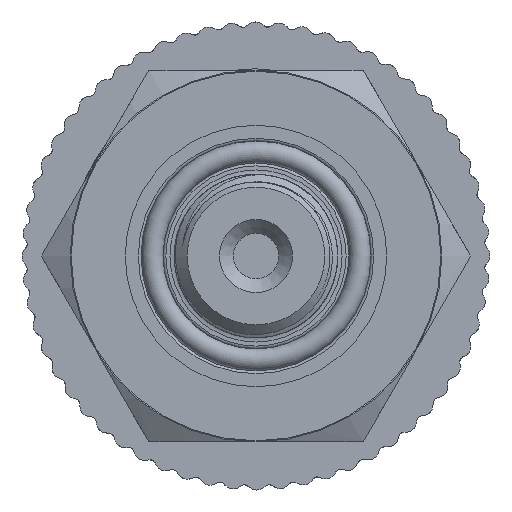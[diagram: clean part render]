
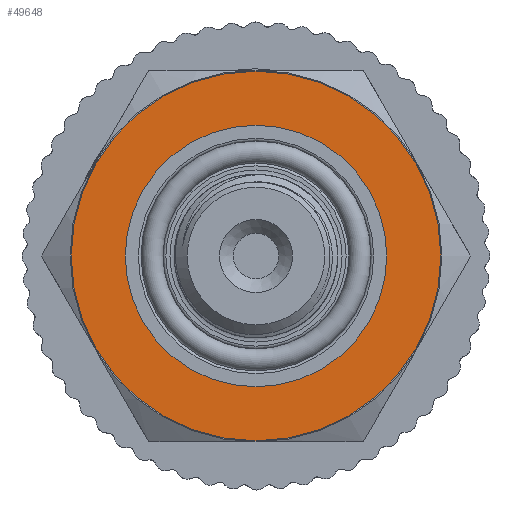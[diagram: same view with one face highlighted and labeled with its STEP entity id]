
A CAD part, left-side view. The second image highlights one B-rep face of the part: STEP entity #49648.
In plain terms, the highlighted planar face has unit normal (-1, 0, 0).
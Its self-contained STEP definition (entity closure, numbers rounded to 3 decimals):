
#145=PLANE('',#52310);
#2956=FACE_BOUND('',#6042,.T.);
#3334=FACE_OUTER_BOUND('',#6041,.T.);
#6041=EDGE_LOOP('',(#34566));
#6042=EDGE_LOOP('',(#34567));
#8555=CIRCLE('',#52311,13.425);
#8556=CIRCLE('',#52312,9.5);
#20365=VERTEX_POINT('',#86587);
#20366=VERTEX_POINT('',#86589);
#25883=EDGE_CURVE('',#20365,#20365,#8555,.T.);
#25884=EDGE_CURVE('',#20366,#20366,#8556,.T.);
#34566=ORIENTED_EDGE('',*,*,#25883,.F.);
#34567=ORIENTED_EDGE('',*,*,#25884,.T.);
#49648=ADVANCED_FACE('',(#3334,#2956),#145,.F.);
#52310=AXIS2_PLACEMENT_3D('',#86586,#57076,#57077);
#52311=AXIS2_PLACEMENT_3D('',#86588,#57078,#57079);
#52312=AXIS2_PLACEMENT_3D('',#86590,#57080,#57081);
#57076=DIRECTION('center_axis',(1.,0.,0.));
#57077=DIRECTION('ref_axis',(0.,0.,-1.));
#57078=DIRECTION('center_axis',(1.,0.,0.));
#57079=DIRECTION('ref_axis',(0.,1.,0.));
#57080=DIRECTION('center_axis',(1.,0.,0.));
#57081=DIRECTION('ref_axis',(0.,0.,-1.));
#86586=CARTESIAN_POINT('Origin',(-48.,9.5,0.));
#86587=CARTESIAN_POINT('',(-48.,-13.425,0.));
#86588=CARTESIAN_POINT('Origin',(-48.,0.,0.));
#86589=CARTESIAN_POINT('',(-48.,-9.5,0.));
#86590=CARTESIAN_POINT('Origin',(-48.,0.,0.));
